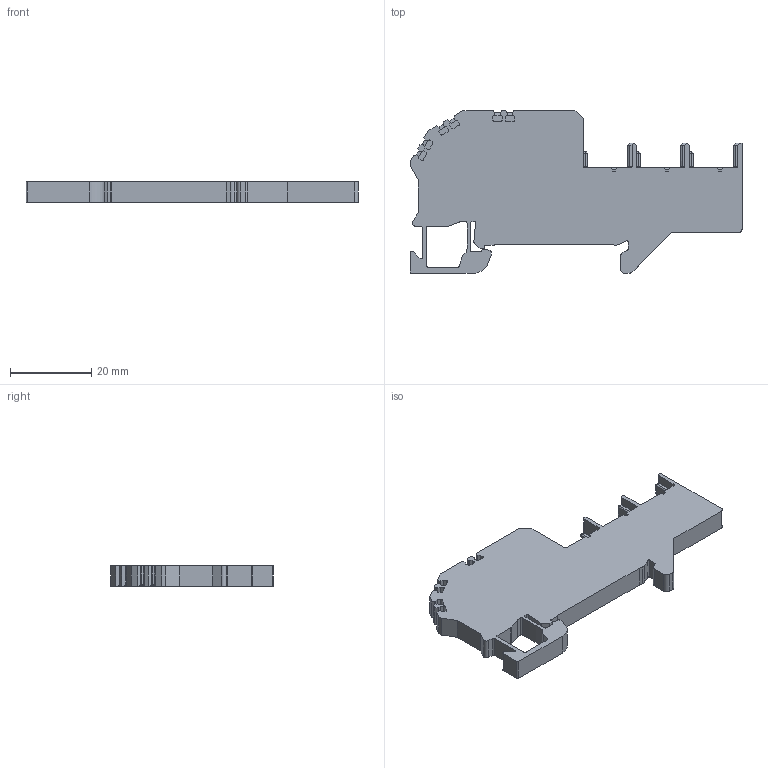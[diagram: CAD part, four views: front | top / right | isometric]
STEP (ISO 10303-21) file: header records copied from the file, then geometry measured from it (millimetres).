
FILE_DESCRIPTION(/* description */ (''),/* implementation_level */ '2;1');
FILE_NAME(/* name */ '3537_ZIZA15_4_PE_iso.stp',/* time_stamp */ '2011-08-03T11:13:11+02:00',/* author */ (''),/* organization */ (''),/* preprocessor_version */ 'ST-DEVELOPER v11',/* originating_system */ 'SIEMENS UGS NX 6.0',/* authorisation */ '');
FILE_SCHEMA (('CONFIG_CONTROL_DESIGN'));
Length unit declared in the file: millimetre
Products named in the file (1): 3537_ZIZA15_4_PE_iso
Bounding box: 81.5 x 39.9 x 5.1 mm (x, y, z)
Volume: 10355.9 mm3; surface area: 6093 mm2
Topology: 1 solids, 1 shells, 265 faces, 762 edges, 499 vertices
Faces by surface type: plane 185, cylinder 74, torus 6
Entity records: 8741 total; most frequent: CARTESIAN_POINT 1620, ORIENTED_EDGE 1524, DIRECTION 1411, EDGE_CURVE 762, LINE 607, VECTOR 607, VERTEX_POINT 499, AXIS2_PLACEMENT_3D 402
